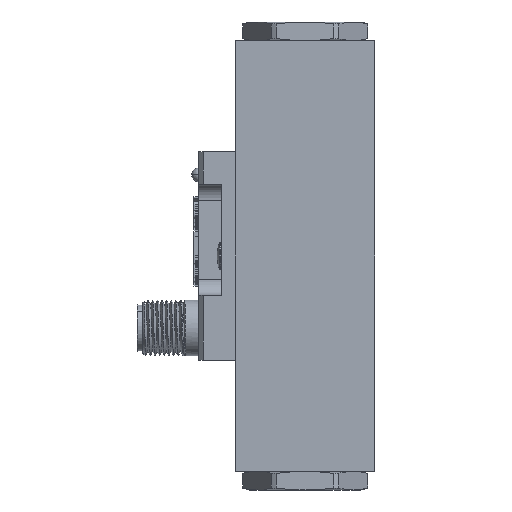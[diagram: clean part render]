
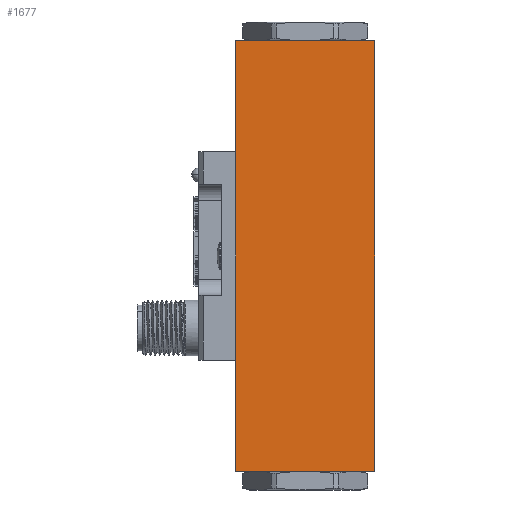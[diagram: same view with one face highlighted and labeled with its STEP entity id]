
A CAD part, left-side view. The second image highlights one B-rep face of the part: STEP entity #1677.
In plain terms, the highlighted planar face has unit normal (-1, 0, 0).
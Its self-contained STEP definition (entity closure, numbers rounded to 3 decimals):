
#1=DIRECTION('',(0.,-1.,0.));
#2=VECTOR('',#1,30.);
#3=CARTESIAN_POINT('',(-15.,15.,-46.5));
#4=LINE('',#3,#2);
#27=DIRECTION('',(0.,0.,1.));
#28=VECTOR('',#27,93.);
#29=CARTESIAN_POINT('',(-15.,15.,-46.5));
#30=LINE('',#29,#28);
#85=DIRECTION('',(0.,0.,1.));
#86=VECTOR('',#85,93.);
#87=CARTESIAN_POINT('',(-15.,-15.,-46.5));
#88=LINE('',#87,#86);
#89=DIRECTION('',(0.,-1.,0.));
#90=VECTOR('',#89,30.);
#91=CARTESIAN_POINT('',(-15.,15.,46.5));
#92=LINE('',#91,#90);
#1493=CARTESIAN_POINT('',(-15.,15.,-46.5));
#1494=CARTESIAN_POINT('',(-15.,-15.,-46.5));
#1495=VERTEX_POINT('',#1493);
#1496=VERTEX_POINT('',#1494);
#1501=CARTESIAN_POINT('',(-15.,15.,46.5));
#1502=CARTESIAN_POINT('',(-15.,-15.,46.5));
#1503=VERTEX_POINT('',#1501);
#1504=VERTEX_POINT('',#1502);
#1663=CARTESIAN_POINT('',(-15.,15.,-46.5));
#1664=DIRECTION('',(-1.,0.,0.));
#1665=DIRECTION('',(0.,-1.,0.));
#1666=AXIS2_PLACEMENT_3D('',#1663,#1664,#1665);
#1667=PLANE('',#1666);
#1668=ORIENTED_EDGE('',*,*,#1646,.F.);
#1670=ORIENTED_EDGE('',*,*,#1669,.T.);
#1672=ORIENTED_EDGE('',*,*,#1671,.T.);
#1674=ORIENTED_EDGE('',*,*,#1673,.F.);
#1675=EDGE_LOOP('',(#1668,#1670,#1672,#1674));
#1676=FACE_OUTER_BOUND('',#1675,.F.);
#1677=ADVANCED_FACE('',(#1676),#1667,.T.);
#1646=EDGE_CURVE('',#1495,#1496,#4,.T.);
#1669=EDGE_CURVE('',#1495,#1503,#30,.T.);
#1671=EDGE_CURVE('',#1503,#1504,#92,.T.);
#1673=EDGE_CURVE('',#1496,#1504,#88,.T.);
